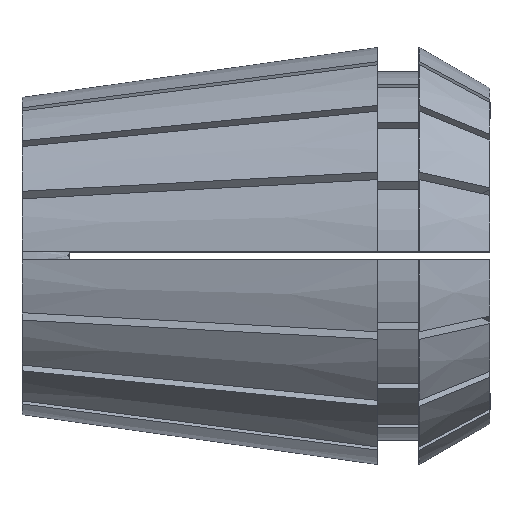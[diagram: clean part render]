
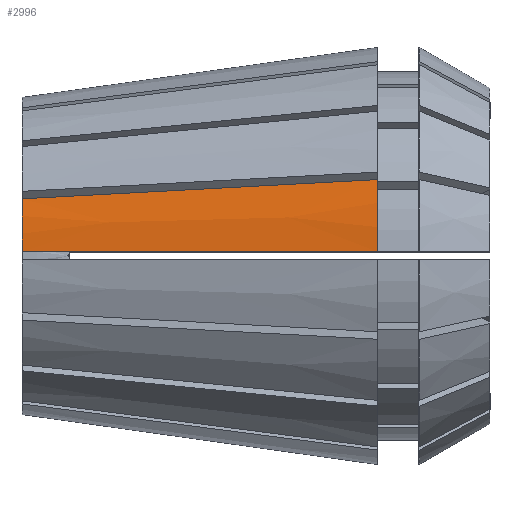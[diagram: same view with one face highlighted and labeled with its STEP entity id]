
A CAD part, top view. The second image highlights one B-rep face of the part: STEP entity #2996.
In plain terms, the highlighted conical face has half-angle 8 degrees and reference radius 20.5 mm.
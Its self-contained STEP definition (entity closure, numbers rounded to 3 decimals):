
#40 = EDGE_CURVE ( 'NONE', #1150, #2254, #1205, .T. ) ;
#48 = EDGE_CURVE ( 'NONE', #2254, #1553, #4376, .T. ) ;
#188 = ORIENTED_EDGE ( 'NONE', *, *, #48, .F. ) ;
#241 = DIRECTION ( 'NONE',  ( -1., 0., 0. ) ) ;
#257 = CARTESIAN_POINT ( 'NONE',  ( 1.427, 0.4, 15.791 ) ) ;
#659 = CARTESIAN_POINT ( 'NONE',  ( 11.633, 6.222, 16.068 ) ) ;
#797 = DIRECTION ( 'NONE',  ( -1., 0., 0. ) ) ;
#1007 = CARTESIAN_POINT ( 'NONE',  ( 4.282, 0.4, 16.192 ) ) ;
#1150 = VERTEX_POINT ( 'NONE', #1381 ) ;
#1205 = B_SPLINE_CURVE_WITH_KNOTS ( 'NONE', 3,
 ( #6479, #5305, #3171, #5713, #5976, #6811, #1007, #5806, #257, #1776 ),
 .UNSPECIFIED., .F., .F.,
 ( 4, 3, 3, 4 ),
 ( 0.076, 0.079, 0.107, 0.111 ),
 .UNSPECIFIED. ) ;
#1381 = CARTESIAN_POINT ( 'NONE',  ( 34.9, 0.4, 20.496 ) ) ;
#1553 = VERTEX_POINT ( 'NONE', #2266 ) ;
#1776 = CARTESIAN_POINT ( 'NONE',  ( 0., 0.4, 15.59 ) ) ;
#1811 = AXIS2_PLACEMENT_3D ( 'NONE', #3926, #797, #4458 ) ;
#2063 = CARTESIAN_POINT ( 'NONE',  ( 34.9, 7.474, 19.089 ) ) ;
#2149 = ORIENTED_EDGE ( 'NONE', *, *, #5080, .T. ) ;
#2254 = VERTEX_POINT ( 'NONE', #2646 ) ;
#2266 = CARTESIAN_POINT ( 'NONE',  ( 0., 5.597, 14.557 ) ) ;
#2646 = CARTESIAN_POINT ( 'NONE',  ( 0., 0.4, 15.59 ) ) ;
#2700 = AXIS2_PLACEMENT_3D ( 'NONE', #4223, #5753, #5637 ) ;
#2996 = ADVANCED_FACE ( 'NONE', ( #4774 ), #4611, .T. ) ;
#3171 = CARTESIAN_POINT ( 'NONE',  ( 33.261, 0.4, 20.266 ) ) ;
#3191 = CIRCLE ( 'NONE', #1811, 20.5 ) ;
#3271 = CARTESIAN_POINT ( 'NONE',  ( 34.9, 7.474, 19.089 ) ) ;
#3360 = DIRECTION ( 'NONE',  ( 0., 0., 1. ) ) ;
#3455 = B_SPLINE_CURVE_WITH_KNOTS ( 'NONE', 3,
 ( #3271, #6461, #659, #4338 ),
 .UNSPECIFIED., .F., .F.,
 ( 4, 4 ),
 ( 0., 0.035 ),
 .UNSPECIFIED. ) ;
#3716 = EDGE_LOOP ( 'NONE', ( #2149, #4809, #188, #4926 ) ) ;
#3926 = CARTESIAN_POINT ( 'NONE',  ( 34.9, 0., 0. ) ) ;
#3987 = AXIS2_PLACEMENT_3D ( 'NONE', #4766, #241, #3360 ) ;
#4223 = CARTESIAN_POINT ( 'NONE',  ( 34.9, 0., 0. ) ) ;
#4338 = CARTESIAN_POINT ( 'NONE',  ( 0., 5.597, 14.557 ) ) ;
#4376 = CIRCLE ( 'NONE', #3987, 15.595 ) ;
#4458 = DIRECTION ( 'NONE',  ( 0., 0., 1. ) ) ;
#4611 = CONICAL_SURFACE ( 'NONE', #2700, 20.5, 0.14 ) ;
#4766 = CARTESIAN_POINT ( 'NONE',  ( 0., 0., 0. ) ) ;
#4774 = FACE_OUTER_BOUND ( 'NONE', #3716, .T. ) ;
#4809 = ORIENTED_EDGE ( 'NONE', *, *, #5663, .T. ) ;
#4926 = ORIENTED_EDGE ( 'NONE', *, *, #40, .F. ) ;
#5080 = EDGE_CURVE ( 'NONE', #1150, #6505, #3191, .T. ) ;
#5305 = CARTESIAN_POINT ( 'NONE',  ( 34.08, 0.4, 20.381 ) ) ;
#5637 = DIRECTION ( 'NONE',  ( 0., 0., -1. ) ) ;
#5663 = EDGE_CURVE ( 'NONE', #6505, #1553, #3455, .T. ) ;
#5713 = CARTESIAN_POINT ( 'NONE',  ( 32.441, 0.4, 20.151 ) ) ;
#5753 = DIRECTION ( 'NONE',  ( 1., 0., 0. ) ) ;
#5806 = CARTESIAN_POINT ( 'NONE',  ( 2.854, 0.4, 15.992 ) ) ;
#5976 = CARTESIAN_POINT ( 'NONE',  ( 23.055, 0.4, 18.831 ) ) ;
#6461 = CARTESIAN_POINT ( 'NONE',  ( 23.267, 6.848, 17.579 ) ) ;
#6479 = CARTESIAN_POINT ( 'NONE',  ( 34.9, 0.4, 20.496 ) ) ;
#6505 = VERTEX_POINT ( 'NONE', #2063 ) ;
#6811 = CARTESIAN_POINT ( 'NONE',  ( 13.668, 0.4, 17.512 ) ) ;
